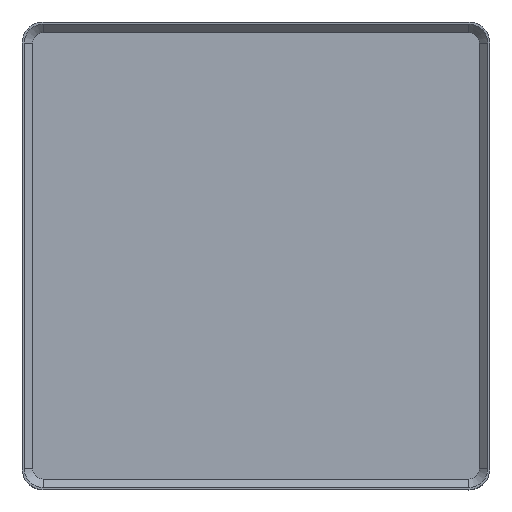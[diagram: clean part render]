
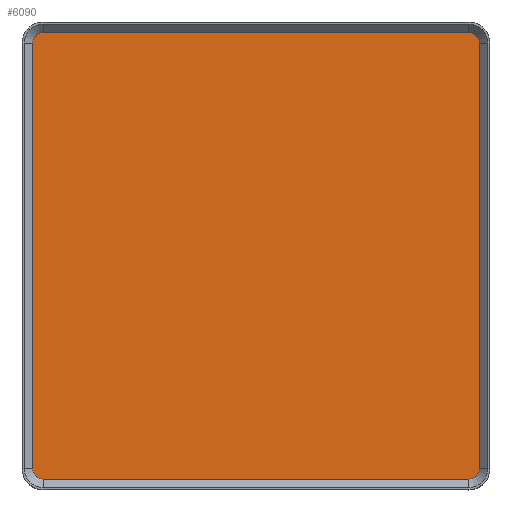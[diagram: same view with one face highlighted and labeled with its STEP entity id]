
A CAD part, top view. The second image highlights one B-rep face of the part: STEP entity #6090.
In plain terms, the highlighted planar face has unit normal (0, 0, 1).
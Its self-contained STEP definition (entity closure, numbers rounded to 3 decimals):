
#64=PLANE('',#6528);
#435=FACE_OUTER_BOUND('',#823,.T.);
#823=EDGE_LOOP('',(#4396,#4397,#4398,#4399,#4400,#4401,#4402,#4403));
#1200=CIRCLE('',#6495,2.95);
#1201=CIRCLE('',#6498,2.95);
#1202=CIRCLE('',#6501,2.95);
#1203=CIRCLE('',#6504,2.95);
#1500=LINE('',#9219,#2140);
#1503=LINE('',#9227,#2143);
#1506=LINE('',#9235,#2146);
#1508=LINE('',#9241,#2148);
#2140=VECTOR('',#7262,10.);
#2143=VECTOR('',#7271,10.);
#2146=VECTOR('',#7280,10.);
#2148=VECTOR('',#7288,10.);
#2775=VERTEX_POINT('',#9211);
#2776=VERTEX_POINT('',#9213);
#2777=VERTEX_POINT('',#9217);
#2778=VERTEX_POINT('',#9221);
#2779=VERTEX_POINT('',#9225);
#2780=VERTEX_POINT('',#9229);
#2781=VERTEX_POINT('',#9233);
#2782=VERTEX_POINT('',#9237);
#3348=EDGE_CURVE('',#2776,#2775,#1200,.T.);
#3351=EDGE_CURVE('',#2775,#2777,#1500,.T.);
#3353=EDGE_CURVE('',#2777,#2778,#1201,.T.);
#3355=EDGE_CURVE('',#2778,#2779,#1503,.T.);
#3357=EDGE_CURVE('',#2779,#2780,#1202,.T.);
#3359=EDGE_CURVE('',#2780,#2781,#1506,.T.);
#3361=EDGE_CURVE('',#2781,#2782,#1203,.T.);
#3362=EDGE_CURVE('',#2782,#2776,#1508,.T.);
#4396=ORIENTED_EDGE('',*,*,#3351,.T.);
#4397=ORIENTED_EDGE('',*,*,#3353,.T.);
#4398=ORIENTED_EDGE('',*,*,#3355,.T.);
#4399=ORIENTED_EDGE('',*,*,#3357,.T.);
#4400=ORIENTED_EDGE('',*,*,#3359,.T.);
#4401=ORIENTED_EDGE('',*,*,#3361,.T.);
#4402=ORIENTED_EDGE('',*,*,#3362,.T.);
#4403=ORIENTED_EDGE('',*,*,#3348,.T.);
#6090=ADVANCED_FACE('',(#435),#64,.T.);
#6495=AXIS2_PLACEMENT_3D('',#9214,#7256,#7257);
#6498=AXIS2_PLACEMENT_3D('',#9223,#7266,#7267);
#6501=AXIS2_PLACEMENT_3D('',#9231,#7275,#7276);
#6504=AXIS2_PLACEMENT_3D('',#9239,#7284,#7285);
#6528=AXIS2_PLACEMENT_3D('',#9319,#7353,#7354);
#7256=DIRECTION('center_axis',(0.,0.,1.));
#7257=DIRECTION('ref_axis',(0.,1.,0.));
#7262=DIRECTION('',(0.,-1.,0.));
#7266=DIRECTION('center_axis',(0.,0.,1.));
#7267=DIRECTION('ref_axis',(-1.,0.,0.));
#7271=DIRECTION('',(1.,0.,0.));
#7275=DIRECTION('center_axis',(0.,0.,1.));
#7276=DIRECTION('ref_axis',(0.,-1.,0.));
#7280=DIRECTION('',(0.,1.,0.));
#7284=DIRECTION('center_axis',(0.,0.,1.));
#7285=DIRECTION('ref_axis',(1.,0.,0.));
#7288=DIRECTION('',(-1.,0.,0.));
#7353=DIRECTION('center_axis',(0.,0.,1.));
#7354=DIRECTION('ref_axis',(1.,0.,0.));
#9211=CARTESIAN_POINT('',(1.05,80.,5.8));
#9213=CARTESIAN_POINT('',(4.,82.95,5.8));
#9214=CARTESIAN_POINT('Origin',(4.,80.,5.8));
#9217=CARTESIAN_POINT('',(1.05,4.,5.8));
#9219=CARTESIAN_POINT('',(1.05,33.5,5.8));
#9221=CARTESIAN_POINT('',(4.,1.05,5.8));
#9223=CARTESIAN_POINT('Origin',(4.,4.,5.8));
#9225=CARTESIAN_POINT('',(80.,1.05,5.8));
#9227=CARTESIAN_POINT('',(71.5,1.05,5.8));
#9229=CARTESIAN_POINT('',(82.95,4.,5.8));
#9231=CARTESIAN_POINT('Origin',(80.,4.,5.8));
#9233=CARTESIAN_POINT('',(82.95,80.,5.8));
#9235=CARTESIAN_POINT('',(82.95,71.5,5.8));
#9237=CARTESIAN_POINT('',(80.,82.95,5.8));
#9239=CARTESIAN_POINT('Origin',(80.,80.,5.8));
#9241=CARTESIAN_POINT('',(33.5,82.95,5.8));
#9319=CARTESIAN_POINT('Origin',(63.,63.,5.8));
